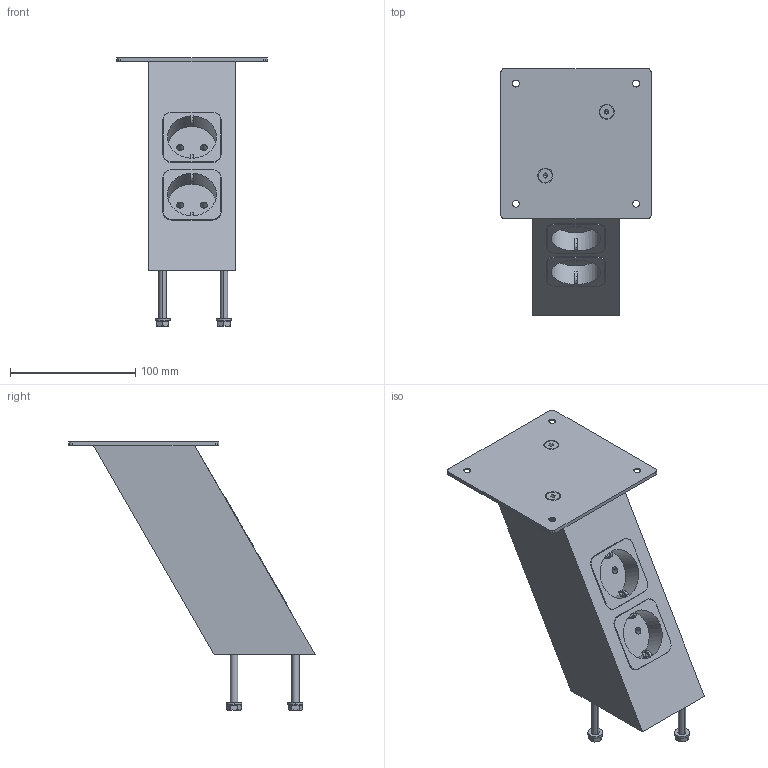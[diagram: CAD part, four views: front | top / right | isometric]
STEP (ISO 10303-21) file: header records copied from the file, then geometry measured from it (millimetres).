
FILE_DESCRIPTION(('STEP AP214'),'1');
FILE_NAME('BKSS0170XX-02XX.STP','2024-02-14T05:41:35',(' '),(' '),'Spatial InterOp 3D',' ',' ');
FILE_SCHEMA(('AUTOMOTIVE_DESIGN { 1 0 10303 214 1 1 1 1 }'));
Length unit declared in the file: millimetre
Products named in the file (1): Rohr
Bounding box: 120 x 196.92 x 214.4 mm (x, y, z)
Volume: 312802.1 mm3; surface area: 168076.2 mm2
Topology: 13 solids, 13 shells, 315 faces, 768 edges, 490 vertices
Faces by surface type: plane 159, cylinder 112, cone 44
Entity records: 10704 total; most frequent: CARTESIAN_POINT 1702, DIRECTION 1676, ORIENTED_EDGE 1528, EDGE_CURVE 764, AXIS2_PLACEMENT_3D 608, VERTEX_POINT 490, LINE 460, VECTOR 460
